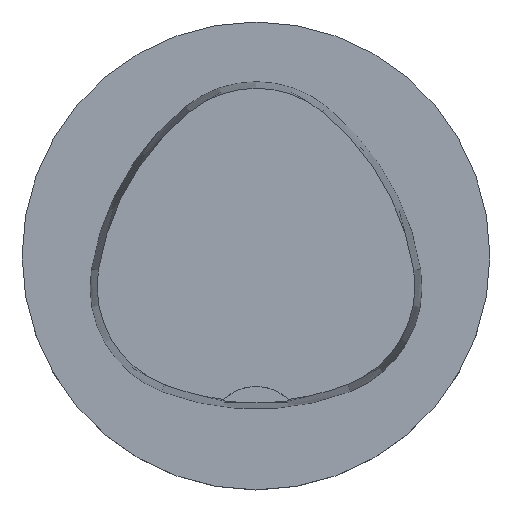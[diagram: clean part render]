
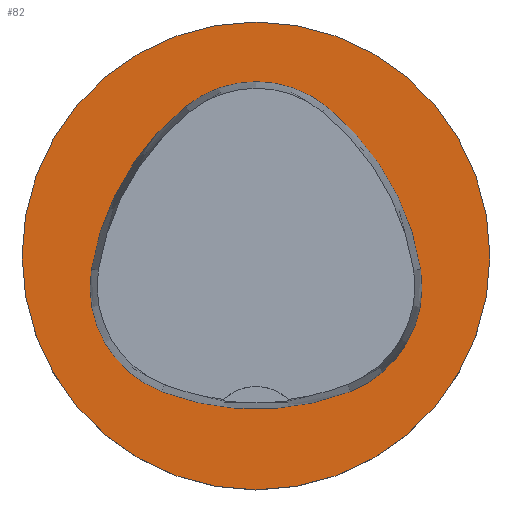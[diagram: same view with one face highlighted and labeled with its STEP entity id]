
A CAD part, top view. The second image highlights one B-rep face of the part: STEP entity #82.
In plain terms, the highlighted planar face has unit normal (0, 0, 1).
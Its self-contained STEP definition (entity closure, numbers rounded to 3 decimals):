
#39=PLANE('',#368);
#82=ADVANCED_FACE('',(#102,#103),#39,.T.);
#102=FACE_BOUND('',#133,.T.);
#103=FACE_BOUND('',#134,.T.);
#133=EDGE_LOOP('',(#196,#197,#198,#199,#200,#201));
#134=EDGE_LOOP('',(#202));
#196=ORIENTED_EDGE('',*,*,#280,.T.);
#197=ORIENTED_EDGE('',*,*,#260,.T.);
#198=ORIENTED_EDGE('',*,*,#264,.T.);
#199=ORIENTED_EDGE('',*,*,#267,.T.);
#200=ORIENTED_EDGE('',*,*,#270,.T.);
#201=ORIENTED_EDGE('',*,*,#278,.T.);
#202=ORIENTED_EDGE('',*,*,#258,.F.);
#230=VERTEX_POINT('',#509);
#232=VERTEX_POINT('',#514);
#233=VERTEX_POINT('',#515);
#236=VERTEX_POINT('',#523);
#238=VERTEX_POINT('',#529);
#240=VERTEX_POINT('',#535);
#247=VERTEX_POINT('',#556);
#258=EDGE_CURVE('',#230,#230,#294,.T.);
#260=EDGE_CURVE('',#232,#233,#296,.T.);
#264=EDGE_CURVE('',#233,#236,#298,.T.);
#267=EDGE_CURVE('',#236,#238,#300,.T.);
#270=EDGE_CURVE('',#238,#240,#302,.T.);
#278=EDGE_CURVE('',#240,#247,#306,.T.);
#280=EDGE_CURVE('',#247,#232,#308,.T.);
#294=CIRCLE('',#343,25.);
#296=CIRCLE('',#346,28.);
#298=CIRCLE('',#349,12.);
#300=CIRCLE('',#352,28.);
#302=CIRCLE('',#355,12.);
#306=CIRCLE('',#360,28.);
#308=CIRCLE('',#363,12.);
#343=AXIS2_PLACEMENT_3D('',#508,#400,#401);
#346=AXIS2_PLACEMENT_3D('',#513,#406,#407);
#349=AXIS2_PLACEMENT_3D('',#522,#414,#415);
#352=AXIS2_PLACEMENT_3D('',#528,#421,#422);
#355=AXIS2_PLACEMENT_3D('',#534,#428,#429);
#360=AXIS2_PLACEMENT_3D('',#557,#440,#441);
#363=AXIS2_PLACEMENT_3D('',#560,#446,#447);
#368=AXIS2_PLACEMENT_3D('',#565,#456,#457);
#400=DIRECTION('',(0.,0.,-1.));
#401=DIRECTION('',(-1.,0.,0.));
#406=DIRECTION('',(0.,0.,-1.));
#407=DIRECTION('',(-1.,0.,0.));
#414=DIRECTION('',(0.,0.,-1.));
#415=DIRECTION('',(-1.,0.,0.));
#421=DIRECTION('',(0.,0.,-1.));
#422=DIRECTION('',(-1.,0.,0.));
#428=DIRECTION('',(0.,0.,-1.));
#429=DIRECTION('',(-1.,0.,0.));
#440=DIRECTION('',(0.,0.,-1.));
#441=DIRECTION('',(-1.,0.,0.));
#446=DIRECTION('',(0.,0.,-1.));
#447=DIRECTION('',(-1.,0.,0.));
#456=DIRECTION('',(0.,0.,1.));
#457=DIRECTION('',(1.,0.,0.));
#508=CARTESIAN_POINT('',(0.,0.,0.));
#509=CARTESIAN_POINT('',(-25.,0.,0.));
#513=CARTESIAN_POINT('',(10.068,-5.824,0.));
#514=CARTESIAN_POINT('',(-17.584,-1.424,0.));
#515=CARTESIAN_POINT('',(-7.531,15.953,0.));
#522=CARTESIAN_POINT('',(0.011,6.62,0.));
#523=CARTESIAN_POINT('',(7.567,15.942,0.));
#528=CARTESIAN_POINT('',(-10.063,-5.81,0.));
#529=CARTESIAN_POINT('',(17.59,-1.418,0.));
#534=CARTESIAN_POINT('',(5.739,-3.3,0.));
#535=CARTESIAN_POINT('',(10.05,-14.499,0.));
#556=CARTESIAN_POINT('',(-10.025,-14.516,0.));
#557=CARTESIAN_POINT('',(-0.01,11.631,0.));
#560=CARTESIAN_POINT('',(-5.733,-3.31,0.));
#565=CARTESIAN_POINT('',(0.,0.,0.));
